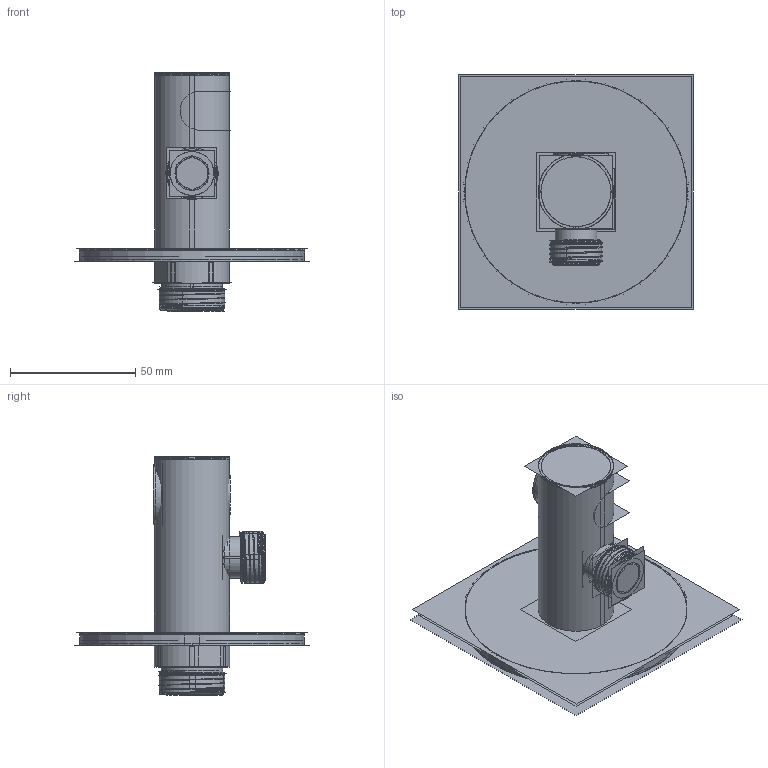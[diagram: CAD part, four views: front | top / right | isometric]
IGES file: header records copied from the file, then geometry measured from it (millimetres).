
Start section:  PTC IGES file: a42625.igs
Global section: file name: a42625.igs; native system: Creo Parametric by PTC Inc.; preprocessor: 2017380; author: enes.cakir; organization: Unknown; date: 20190116.165745; units: millimetre
Bounding box: 93.6 x 93.6 x 95.57 mm (x, y, z)
Surface area: 144842.7 mm2 (no closed solid volume)
Topology: 0 solids, 0 shells, 582 faces, 8230 edges, 10812 vertices
Faces by surface type: revolution 348, bspline 234
